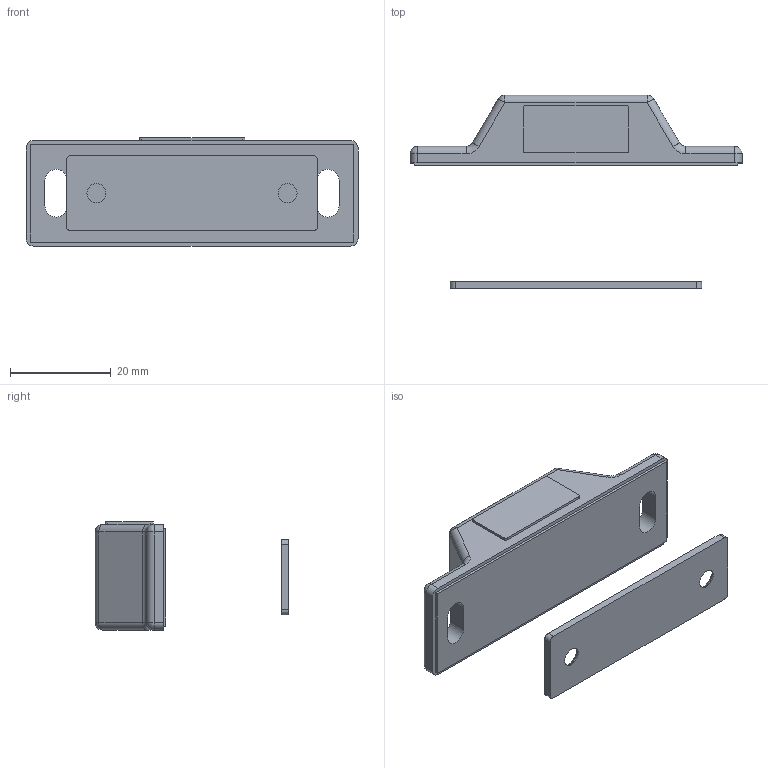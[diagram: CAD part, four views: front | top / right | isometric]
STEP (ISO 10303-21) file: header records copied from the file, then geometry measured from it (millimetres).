
FILE_DESCRIPTION (( 'STEP AP203' ), '1' );
FILE_NAME ('C-1928.STEP', '2017-02-17T08:25:48', ( '' ), ( '' ), 'SwSTEP 2.0', 'SolidWorks 2014', '' );
FILE_SCHEMA (( 'CONFIG_CONTROL_DESIGN' ));
Length unit declared in the file: millimetre
Products named in the file (3): C-1928_本体; C-1928_受板; C-1928
Assembly tree (2 placements, depth 2):
  C-1928
    C-1928_本体
    C-1928_受板
Bounding box: 66 x 38.5 x 21.5 mm (x, y, z)
Volume: 13685.6 mm3; surface area: 5985.9 mm2
Topology: 2 solids, 2 shells, 82 faces, 200 edges, 116 vertices
Faces by surface type: cylinder 36, plane 30, sphere 8, torus 4, cone 4
Entity records: 2649 total; most frequent: DIRECTION 446, CARTESIAN_POINT 395, ORIENTED_EDGE 384, EDGE_CURVE 192, AXIS2_PLACEMENT_3D 167, VERTEX_POINT 116, VECTOR 112, LINE 112
